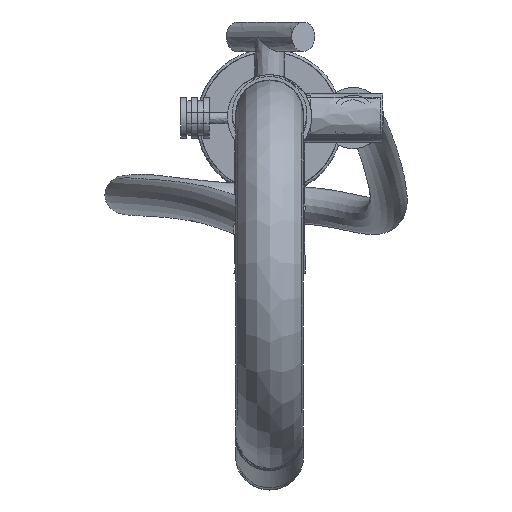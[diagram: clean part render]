
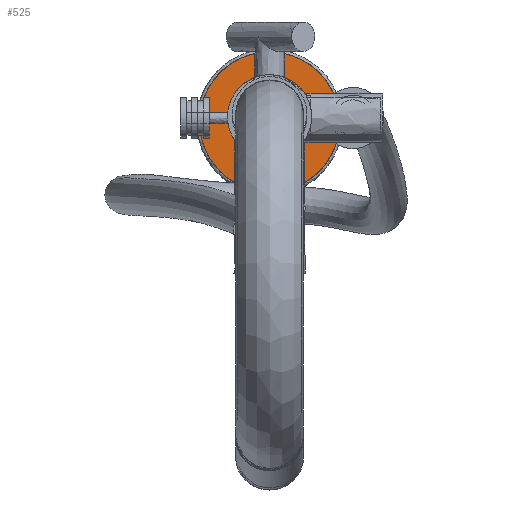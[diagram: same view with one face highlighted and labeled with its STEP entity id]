
A CAD part, top view. The second image highlights one B-rep face of the part: STEP entity #525.
In plain terms, the highlighted free-form (B-spline) face has degree [1, 1] with [2, 2] control points.
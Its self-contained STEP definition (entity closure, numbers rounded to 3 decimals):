
#525=ADVANCED_FACE('',(#860),#8007,.T.);
#860=FACE_OUTER_BOUND('',#1299,.T.);
#1299=EDGE_LOOP('',(#2311));
#2311=ORIENTED_EDGE('',*,*,#6193,.T.);
#2831=(
BOUNDED_CURVE()
B_SPLINE_CURVE(2,(#39100,#39101,#39102,#39103,#39104,#39105,#39106,#39107,
#39108),.UNSPECIFIED.,.T.,.F.)
B_SPLINE_CURVE_WITH_KNOTS((3,2,2,2,3),(0.,48.695,97.389,
146.084,194.779),.UNSPECIFIED.)
CURVE()
GEOMETRIC_REPRESENTATION_ITEM()
RATIONAL_B_SPLINE_CURVE((1.,0.707,1.,0.707,1.,0.707,
1.,0.707,1.))
REPRESENTATION_ITEM('')
);
#2832=(
BOUNDED_CURVE()
B_SPLINE_CURVE(2,(#39109,#39110,#39111,#39112,#39113,#39114,#39115,#39116,
#39117),.UNSPECIFIED.,.T.,.F.)
B_SPLINE_CURVE_WITH_KNOTS((3,2,2,2,3),(0.,48.695,97.389,
146.084,194.779),.UNSPECIFIED.)
CURVE()
GEOMETRIC_REPRESENTATION_ITEM()
RATIONAL_B_SPLINE_CURVE((1.,0.707,1.,0.707,1.,0.707,
1.,0.707,1.))
REPRESENTATION_ITEM('')
);
#3864=PCURVE('',#8007,#4984);
#3873=PCURVE('',#8223,#4993);
#4984=DEFINITIONAL_REPRESENTATION('',(#2832),#43898);
#4993=DEFINITIONAL_REPRESENTATION('',(#7372),#43898);
#5632=SURFACE_CURVE('',#2831,(#3864,#3873),.PCURVE_S1.);
#6193=EDGE_CURVE('',#7856,#7856,#5632,.T.);
#7372=B_SPLINE_CURVE_WITH_KNOTS('',1,(#39177,#39178),.UNSPECIFIED.,.F.,
 .F.,(2,2),(0.,194.779),.UNSPECIFIED.);
#7856=VERTEX_POINT('',#39090);
#8007=B_SPLINE_SURFACE_WITH_KNOTS('',1,1,((#38920,#38921),(#38922,#38923)),
 .UNSPECIFIED.,.F.,.F.,.F.,(2,2),(2,2),(-38.75,38.75),(-7.75,69.75),
 .UNSPECIFIED.);
#8223=(
BOUNDED_SURFACE()
B_SPLINE_SURFACE(2,1,((#38902,#38903),(#38904,#38905),(#38906,#38907),(#38908,
#38909),(#38910,#38911),(#38912,#38913),(#38914,#38915),(#38916,#38917),
(#38918,#38919)),.UNSPECIFIED.,.T.,.F.,.F.)
B_SPLINE_SURFACE_WITH_KNOTS((3,2,2,2,3),(2,2),(-194.779,-146.084,
-97.389,-48.695,0.),(0.,35.),.UNSPECIFIED.)
GEOMETRIC_REPRESENTATION_ITEM()
RATIONAL_B_SPLINE_SURFACE(((1.,1.),(0.707,0.707),
(1.,1.),(0.707,0.707),(1.,1.),(0.707,
0.707),(1.,1.),(0.707,0.707),(1.,1.)))
REPRESENTATION_ITEM('')
SURFACE()
);
#38902=CARTESIAN_POINT('',(3234.,112.693,11.575));
#38903=CARTESIAN_POINT('',(3234.,112.693,-23.425));
#38904=CARTESIAN_POINT('',(3234.,81.693,11.575));
#38905=CARTESIAN_POINT('',(3234.,81.693,-23.425));
#38906=CARTESIAN_POINT('',(3203.,81.693,11.575));
#38907=CARTESIAN_POINT('',(3203.,81.693,-23.425));
#38908=CARTESIAN_POINT('',(3172.,81.693,11.575));
#38909=CARTESIAN_POINT('',(3172.,81.693,-23.425));
#38910=CARTESIAN_POINT('',(3172.,112.693,11.575));
#38911=CARTESIAN_POINT('',(3172.,112.693,-23.425));
#38912=CARTESIAN_POINT('',(3172.,143.693,11.575));
#38913=CARTESIAN_POINT('',(3172.,143.693,-23.425));
#38914=CARTESIAN_POINT('',(3203.,143.693,11.575));
#38915=CARTESIAN_POINT('',(3203.,143.693,-23.425));
#38916=CARTESIAN_POINT('',(3234.,143.693,11.575));
#38917=CARTESIAN_POINT('',(3234.,143.693,-23.425));
#38918=CARTESIAN_POINT('',(3234.,112.693,11.575));
#38919=CARTESIAN_POINT('',(3234.,112.693,-23.425));
#38920=CARTESIAN_POINT('',(3241.75,73.943,11.575));
#38921=CARTESIAN_POINT('',(3164.25,73.943,11.575));
#38922=CARTESIAN_POINT('',(3241.75,151.443,11.575));
#38923=CARTESIAN_POINT('',(3164.25,151.443,11.575));
#39090=CARTESIAN_POINT('',(3234.,112.693,11.575));
#39100=CARTESIAN_POINT('',(3234.,112.693,11.575));
#39101=CARTESIAN_POINT('',(3234.,143.693,11.575));
#39102=CARTESIAN_POINT('',(3203.,143.693,11.575));
#39103=CARTESIAN_POINT('',(3172.,143.693,11.575));
#39104=CARTESIAN_POINT('',(3172.,112.693,11.575));
#39105=CARTESIAN_POINT('',(3172.,81.693,11.575));
#39106=CARTESIAN_POINT('',(3203.,81.693,11.575));
#39107=CARTESIAN_POINT('',(3234.,81.693,11.575));
#39108=CARTESIAN_POINT('',(3234.,112.693,11.575));
#39109=CARTESIAN_POINT('',(0.,0.));
#39110=CARTESIAN_POINT('',(31.,0.));
#39111=CARTESIAN_POINT('',(31.,31.));
#39112=CARTESIAN_POINT('',(31.,62.));
#39113=CARTESIAN_POINT('',(0.,62.));
#39114=CARTESIAN_POINT('',(-31.,62.));
#39115=CARTESIAN_POINT('',(-31.,31.));
#39116=CARTESIAN_POINT('',(-31.,0.));
#39117=CARTESIAN_POINT('',(0.,0.));
#39177=CARTESIAN_POINT('',(0.,0.));
#39178=CARTESIAN_POINT('',(-194.779,0.));
#43898=(
GEOMETRIC_REPRESENTATION_CONTEXT(2)
PARAMETRIC_REPRESENTATION_CONTEXT()
REPRESENTATION_CONTEXT('pspace','')
);
